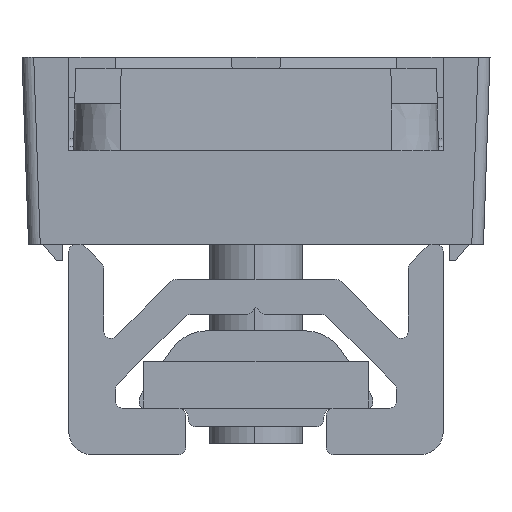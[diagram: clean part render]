
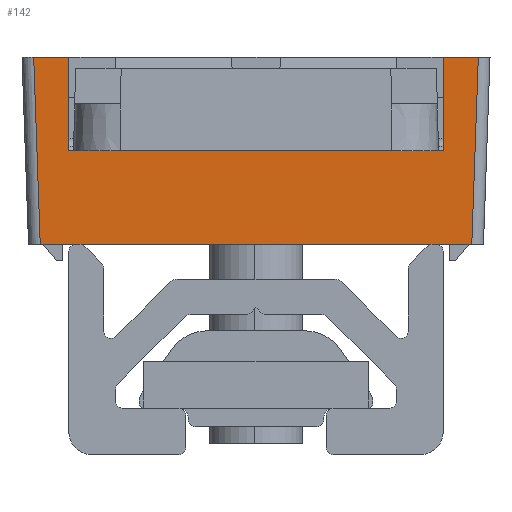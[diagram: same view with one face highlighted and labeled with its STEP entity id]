
A CAD part, front view. The second image highlights one B-rep face of the part: STEP entity #142.
In plain terms, the highlighted planar face has unit normal (0, -0.999, -0.035).
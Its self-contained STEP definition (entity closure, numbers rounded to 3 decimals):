
#35 = VERTEX_POINT ( 'NONE', #2245 ) ;
#142 = ADVANCED_FACE ( 'NONE', ( #12258 ), #10338, .T. ) ;
#190 = CARTESIAN_POINT ( 'NONE',  ( -37.812, -22.795, 11.084 ) ) ;
#370 = CARTESIAN_POINT ( 'NONE',  ( -37.812, -22.515, 3.084 ) ) ;
#401 = CARTESIAN_POINT ( 'NONE',  ( -18.335, -22.771, 10.404 ) ) ;
#524 = VERTEX_POINT ( 'NONE', #2558 ) ;
#597 = DIRECTION ( 'NONE',  ( 0., 0.035, -0.999 ) ) ;
#661 = VECTOR ( 'NONE', #1413, 1000. ) ;
#722 = EDGE_CURVE ( 'NONE', #8515, #524, #11777, .T. ) ;
#1061 = CARTESIAN_POINT ( 'NONE',  ( -19.812, -22.655, 7.084 ) ) ;
#1114 = CARTESIAN_POINT ( 'NONE',  ( -35.812, -22.795, 11.084 ) ) ;
#1147 = EDGE_CURVE ( 'NONE', #11337, #12161, #5101, .T. ) ;
#1245 = DIRECTION ( 'NONE',  ( 1., 0., 0. ) ) ;
#1267 = CARTESIAN_POINT ( 'NONE',  ( -37.812, -22.795, 11.084 ) ) ;
#1413 = DIRECTION ( 'NONE',  ( 0.035, -0.035, 0.999 ) ) ;
#1624 = EDGE_CURVE ( 'NONE', #10012, #11337, #5406, .T. ) ;
#1675 = VECTOR ( 'NONE', #10828, 1000. ) ;
#1790 = EDGE_CURVE ( 'NONE', #8515, #9006, #4998, .T. ) ;
#2245 = CARTESIAN_POINT ( 'NONE',  ( -18.311, -22.795, 11.084 ) ) ;
#2558 = CARTESIAN_POINT ( 'NONE',  ( -37.032, -22.515, 3.084 ) ) ;
#2650 = CARTESIAN_POINT ( 'NONE',  ( -19.812, -22.795, 11.084 ) ) ;
#3077 = AXIS2_PLACEMENT_3D ( 'NONE', #10653, #11476, #3758 ) ;
#3354 = LINE ( 'NONE', #1267, #12169 ) ;
#3585 = CARTESIAN_POINT ( 'NONE',  ( -35.812, -22.795, 11.084 ) ) ;
#3758 = DIRECTION ( 'NONE',  ( 0., 0.035, -0.999 ) ) ;
#4643 = EDGE_CURVE ( 'NONE', #524, #9724, #6043, .T. ) ;
#4998 = LINE ( 'NONE', #190, #8477 ) ;
#5035 = CARTESIAN_POINT ( 'NONE',  ( -37.812, -22.655, 7.084 ) ) ;
#5101 = LINE ( 'NONE', #5035, #9162 ) ;
#5406 = LINE ( 'NONE', #12118, #5452 ) ;
#5452 = VECTOR ( 'NONE', #597, 1000. ) ;
#6043 = LINE ( 'NONE', #370, #7301 ) ;
#6330 = ORIENTED_EDGE ( 'NONE', *, *, #1147, .T. ) ;
#6505 = ORIENTED_EDGE ( 'NONE', *, *, #8135, .T. ) ;
#6532 = VECTOR ( 'NONE', #8059, 1000. ) ;
#6782 = CARTESIAN_POINT ( 'NONE',  ( -35.812, -22.655, 7.084 ) ) ;
#7283 = EDGE_CURVE ( 'NONE', #10012, #35, #3354, .T. ) ;
#7286 = LINE ( 'NONE', #401, #661 ) ;
#7301 = VECTOR ( 'NONE', #1245, 1000. ) ;
#7958 = ORIENTED_EDGE ( 'NONE', *, *, #1624, .T. ) ;
#8059 = DIRECTION ( 'NONE',  ( 0., -0.035, 0.999 ) ) ;
#8135 = EDGE_CURVE ( 'NONE', #9724, #35, #7286, .T. ) ;
#8477 = VECTOR ( 'NONE', #10824, 1000. ) ;
#8515 = VERTEX_POINT ( 'NONE', #11959 ) ;
#8827 = DIRECTION ( 'NONE',  ( -1., 0., 0. ) ) ;
#9006 = VERTEX_POINT ( 'NONE', #3585 ) ;
#9077 = LINE ( 'NONE', #1114, #6532 ) ;
#9162 = VECTOR ( 'NONE', #8827, 1000. ) ;
#9242 = EDGE_LOOP ( 'NONE', ( #9653, #6505, #10886, #7958, #6330, #10762, #11935, #11025 ) ) ;
#9550 = CARTESIAN_POINT ( 'NONE',  ( -18.591, -22.515, 3.084 ) ) ;
#9653 = ORIENTED_EDGE ( 'NONE', *, *, #4643, .T. ) ;
#9724 = VERTEX_POINT ( 'NONE', #9550 ) ;
#10012 = VERTEX_POINT ( 'NONE', #2650 ) ;
#10338 = PLANE ( 'NONE',  #3077 ) ;
#10653 = CARTESIAN_POINT ( 'NONE',  ( -37.812, -22.795, 11.084 ) ) ;
#10681 = EDGE_CURVE ( 'NONE', #12161, #9006, #9077, .T. ) ;
#10762 = ORIENTED_EDGE ( 'NONE', *, *, #10681, .T. ) ;
#10764 = CARTESIAN_POINT ( 'NONE',  ( -37.312, -22.795, 11.101 ) ) ;
#10824 = DIRECTION ( 'NONE',  ( 1., 0., 0. ) ) ;
#10828 = DIRECTION ( 'NONE',  ( 0.035, 0.035, -0.999 ) ) ;
#10878 = DIRECTION ( 'NONE',  ( 1., 0., 0. ) ) ;
#10886 = ORIENTED_EDGE ( 'NONE', *, *, #7283, .F. ) ;
#11025 = ORIENTED_EDGE ( 'NONE', *, *, #722, .T. ) ;
#11337 = VERTEX_POINT ( 'NONE', #1061 ) ;
#11476 = DIRECTION ( 'NONE',  ( 0., -0.999, -0.035 ) ) ;
#11777 = LINE ( 'NONE', #10764, #1675 ) ;
#11935 = ORIENTED_EDGE ( 'NONE', *, *, #1790, .F. ) ;
#11959 = CARTESIAN_POINT ( 'NONE',  ( -37.312, -22.795, 11.084 ) ) ;
#12118 = CARTESIAN_POINT ( 'NONE',  ( -19.812, -22.795, 11.084 ) ) ;
#12161 = VERTEX_POINT ( 'NONE', #6782 ) ;
#12169 = VECTOR ( 'NONE', #10878, 1000. ) ;
#12258 = FACE_OUTER_BOUND ( 'NONE', #9242, .T. ) ;
